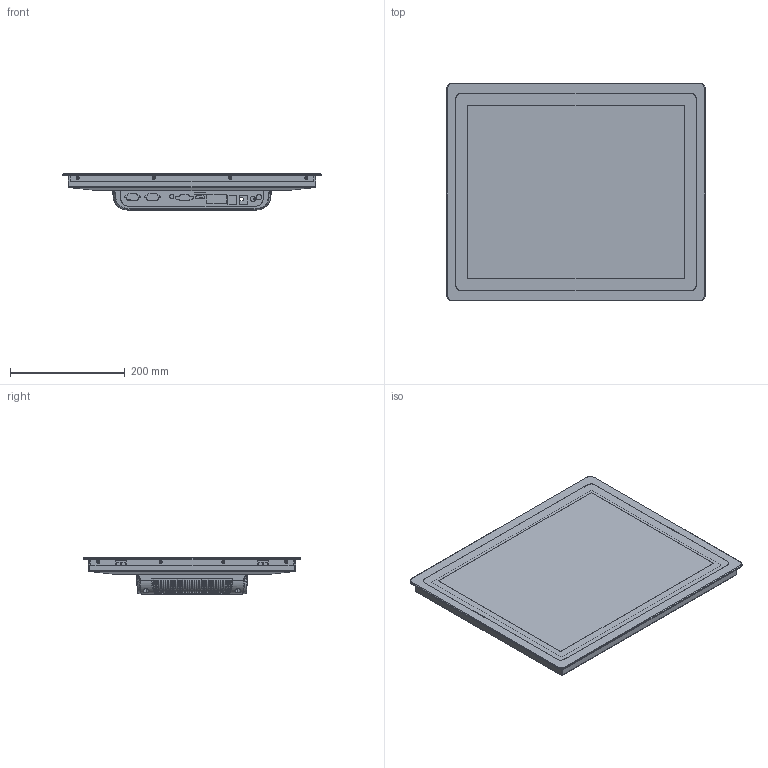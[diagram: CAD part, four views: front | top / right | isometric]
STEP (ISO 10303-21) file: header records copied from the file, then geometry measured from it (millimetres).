
FILE_DESCRIPTION (( 'STEP AP214' ), '1' );
FILE_NAME ('IFC-M219R.STEP', '2024-10-31T11:02:53', ( 'daohangxitong.com' ), ( 'daohangxitong.com' ), 'SwSTEP 2.0', 'SolidWorks 2018', '' );
FILE_SCHEMA (( 'AUTOMOTIVE_DESIGN' ));
Length unit declared in the file: millimetre
Products named in the file (1): IFC-M219R
Bounding box: 451 x 380 x 63.21 mm (x, y, z)
Surface area: 904868.9 mm2 (no closed solid volume)
Topology: 0 solids, 16 shells, 1897 faces, 5136 edges, 3340 vertices
Faces by surface type: plane 815, cylinder 727, bspline 267, cone 88
Entity records: 112357 total; most frequent: CARTESIAN_POINT 47655, ORIENTED_EDGE 10236, DIRECTION 7277, EDGE_CURVE 5126, VERTEX_POINT 3340, AXIS2_PLACEMENT_3D 2479, LINE 2319, VECTOR 2319
